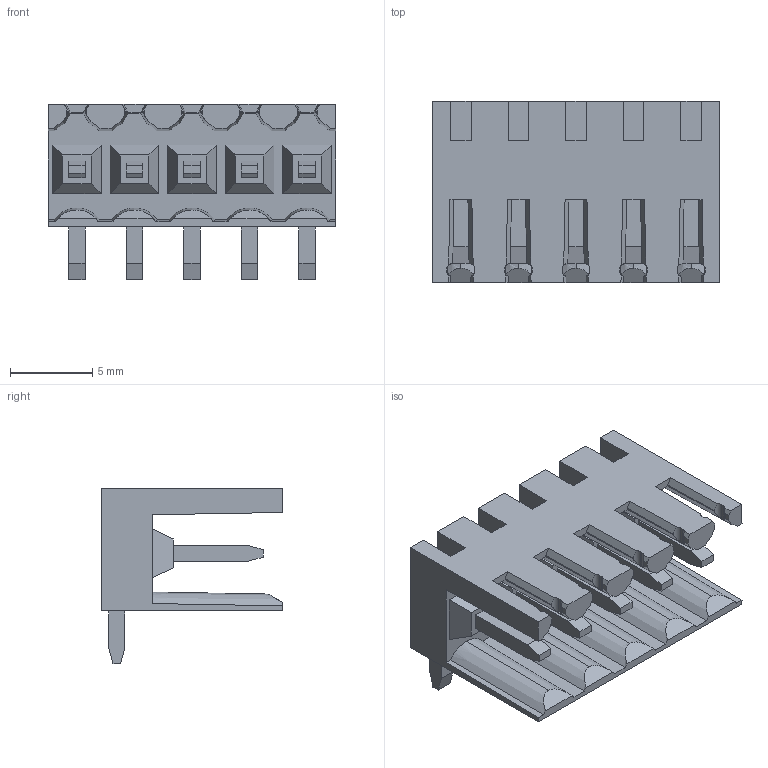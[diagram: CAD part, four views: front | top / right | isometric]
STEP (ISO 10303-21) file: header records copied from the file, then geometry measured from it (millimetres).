
FILE_DESCRIPTION(('CATIA V5 STEP Exchange','CAx-IF Rec.Pracs.--- Model Styling and Organization---1.4--- 2014-01-23'),'2;1');
FILE_NAME ('D1488098_0_1108550000_1108550000.stp','2021-05-31T12:52:22+00:00',('none'),('Weidmueller'),'CATIA Version 5-6 Release 2016 SP3 HF44','CATIA V5 STEP AP214','none');
FILE_SCHEMA(('AUTOMOTIVE_DESIGN { 1 0 10303 214 1 1 1 1 }'));
Length unit declared in the file: millimetre
Products named in the file (1): 1108550000
Bounding box: 17.5 x 11.05 x 10.65 mm (x, y, z)
Volume: 632.3 mm3; surface area: 1559.6 mm2
Topology: 6 solids, 6 shells, 330 faces, 968 edges, 650 vertices
Faces by surface type: plane 260, cylinder 40, cone 30
Entity records: 11139 total; most frequent: CARTESIAN_POINT 2517, ORIENTED_EDGE 1936, DIRECTION 1348, EDGE_CURVE 968, VECTOR 743, LINE 743, VERTEX_POINT 650, AXIS2_PLACEMENT_3D 356
